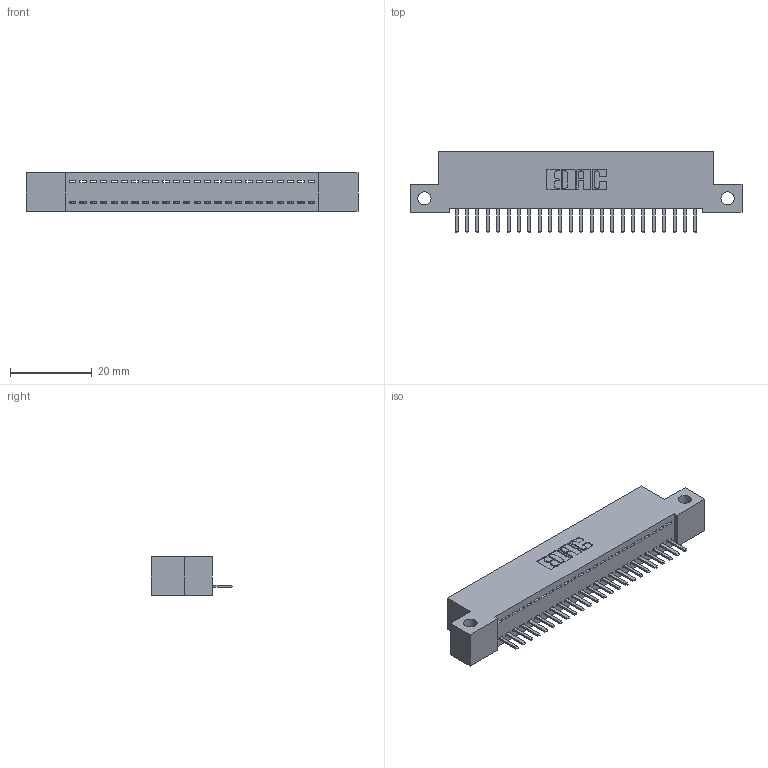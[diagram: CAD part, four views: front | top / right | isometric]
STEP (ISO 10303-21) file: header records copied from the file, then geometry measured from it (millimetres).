
FILE_DESCRIPTION (( 'STEP AP203' ), '1' );
FILE_NAME ('342-024-520-112.STEP', '2019-10-01T23:30:30', ( '' ), ( '' ), 'SwSTEP 2.0', 'SolidWorks 2016', '' );
FILE_SCHEMA (( 'CONFIG_CONTROL_DESIGN' ));
Length unit declared in the file: inch
Products named in the file (3): 342 Part_Side Mount; 345-292-001_345-293-120; 342-024-520-112
Assembly tree (25 placements, depth 2):
  342-024-520-112
    342 Part_Side Mount
    345-292-001_345-293-120  x24
Bounding box: 81.28 x 20.02 x 9.4 mm (x, y, z)
Volume: 6917.4 mm3; surface area: 9437.9 mm2
Topology: 25 solids, 25 shells, 1598 faces, 4715 edges, 3078 vertices
Faces by surface type: plane 1122, cylinder 476
Entity records: 16985 total; most frequent: CARTESIAN_POINT 2950, ORIENTED_EDGE 2898, DIRECTION 2513, EDGE_CURVE 1449, VECTOR 1317, LINE 1317, VERTEX_POINT 962, AXIS2_PLACEMENT_3D 598
